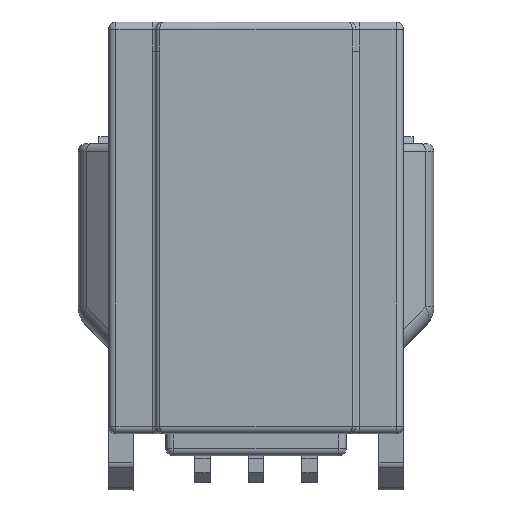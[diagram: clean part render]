
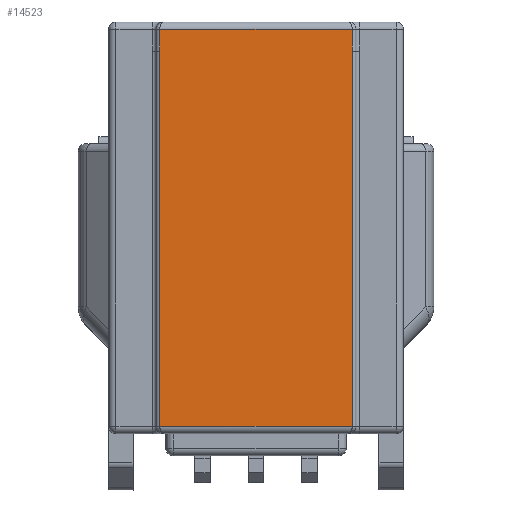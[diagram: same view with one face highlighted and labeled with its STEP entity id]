
A CAD part, top view. The second image highlights one B-rep face of the part: STEP entity #14523.
In plain terms, the highlighted planar face has unit normal (0, 0, 1).
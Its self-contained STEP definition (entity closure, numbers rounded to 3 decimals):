
#2645=DIRECTION('',(0.,-1.,0.));
#2646=VECTOR('',#2645,15.4);
#2647=CARTESIAN_POINT('',(3.95,19.35,-4.05));
#2648=LINE('',#2647,#2646);
#2699=DIRECTION('',(0.,-1.,0.));
#2700=VECTOR('',#2699,0.9);
#2701=CARTESIAN_POINT('',(3.95,20.25,-4.05));
#2702=LINE('',#2701,#2700);
#2707=CARTESIAN_POINT('',(-3.95,3.95,-4.05));
#2748=DIRECTION('',(-1.,0.,0.));
#2749=VECTOR('',#2748,7.9);
#2750=CARTESIAN_POINT('',(3.95,3.95,-4.05));
#2751=LINE('',#2750,#2749);
#2791=CARTESIAN_POINT('',(3.95,3.95,-4.05));
#2815=DIRECTION('',(0.,1.,0.));
#2816=VECTOR('',#2815,15.4);
#2817=CARTESIAN_POINT('',(-3.95,3.95,-4.05));
#2818=LINE('',#2817,#2816);
#4071=DIRECTION('',(1.,0.,0.));
#4072=VECTOR('',#4071,7.9);
#4073=CARTESIAN_POINT('',(-3.95,20.25,
-4.05));
#4074=LINE('',#4073,#4072);
#4254=DIRECTION('',(0.,1.,0.));
#4255=VECTOR('',#4254,0.9);
#4256=CARTESIAN_POINT('',(-3.95,19.35,-4.05));
#4257=LINE('',#4256,#4255);
#8827=VERTEX_POINT('',#2707);
#8830=VERTEX_POINT('',#2791);
#9034=CARTESIAN_POINT('',(3.95,19.35,-4.05));
#9035=VERTEX_POINT('',#9034);
#9036=CARTESIAN_POINT('',(3.95,20.25,-4.05));
#9037=VERTEX_POINT('',#9036);
#9038=CARTESIAN_POINT('',(-3.95,20.25,
-4.05));
#9039=VERTEX_POINT('',#9038);
#9040=CARTESIAN_POINT('',(-3.95,19.35,-4.05));
#9041=VERTEX_POINT('',#9040);
#14506=CARTESIAN_POINT('',(11.55,3.95,-4.05));
#14507=DIRECTION('',(0.,0.,1.));
#14508=DIRECTION('',(1.,0.,0.));
#14509=AXIS2_PLACEMENT_3D('',#14506,#14507,#14508);
#14510=PLANE('',#14509);
#14511=ORIENTED_EDGE('',*,*,#14455,.T.);
#14513=ORIENTED_EDGE('',*,*,#14512,.T.);
#14515=ORIENTED_EDGE('',*,*,#14514,.T.);
#14517=ORIENTED_EDGE('',*,*,#14516,.T.);
#14519=ORIENTED_EDGE('',*,*,#14518,.T.);
#14520=ORIENTED_EDGE('',*,*,#14497,.T.);
#14521=EDGE_LOOP('',(#14511,#14513,#14515,#14517,#14519,#14520));
#14522=FACE_OUTER_BOUND('',#14521,.F.);
#14523=ADVANCED_FACE('',(#14522),#14510,.T.);
#14455=EDGE_CURVE('',#9035,#8830,#2648,.T.);
#14497=EDGE_CURVE('',#9037,#9035,#2702,.T.);
#14512=EDGE_CURVE('',#8830,#8827,#2751,.T.);
#14514=EDGE_CURVE('',#8827,#9041,#2818,.T.);
#14516=EDGE_CURVE('',#9041,#9039,#4257,.T.);
#14518=EDGE_CURVE('',#9039,#9037,#4074,.T.);
